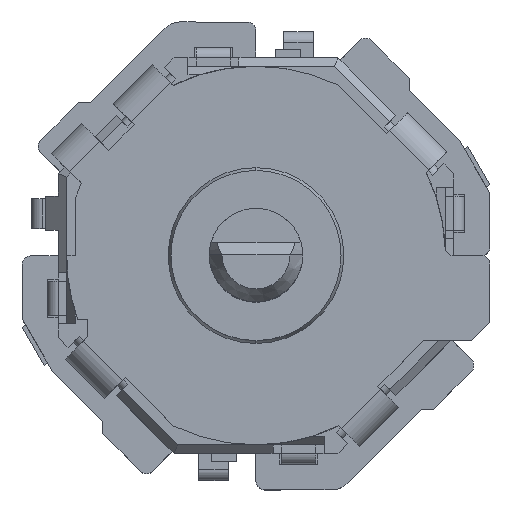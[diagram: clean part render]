
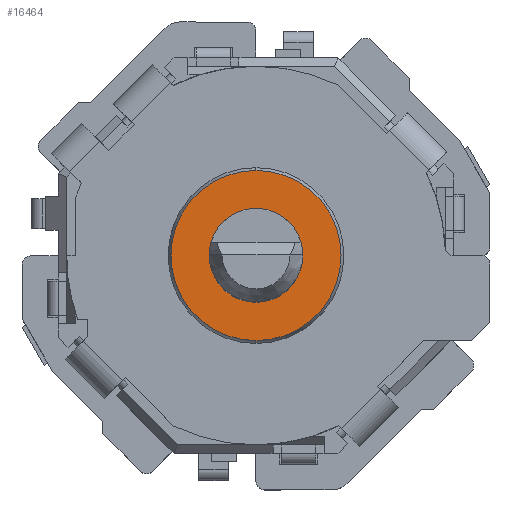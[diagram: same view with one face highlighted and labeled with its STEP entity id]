
A CAD part, top view. The second image highlights one B-rep face of the part: STEP entity #16464.
In plain terms, the highlighted face is planar.
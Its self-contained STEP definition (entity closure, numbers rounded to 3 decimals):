
#1060 = EDGE_CURVE ( 'NONE', #19098, #9943, #8740, .T. ) ;
#2042 = AXIS2_PLACEMENT_3D ( 'NONE', #5381, #18066, #7220 ) ;
#2376 = DIRECTION ( 'NONE',  ( 0., 0., -1. ) ) ;
#2853 = CIRCLE ( 'NONE', #14675, 2. ) ;
#3239 = EDGE_CURVE ( 'NONE', #9943, #19098, #9562, .T. ) ;
#4623 = CARTESIAN_POINT ( 'NONE',  ( 0., 2., -7.3 ) ) ;
#5213 = CARTESIAN_POINT ( 'NONE',  ( -1.1, 0., -7.3 ) ) ;
#5267 = AXIS2_PLACEMENT_3D ( 'NONE', #13187, #2376, #14993 ) ;
#5381 = CARTESIAN_POINT ( 'NONE',  ( 0., 0., -7.3 ) ) ;
#7203 = CARTESIAN_POINT ( 'NONE',  ( 0., 0., -7.3 ) ) ;
#7220 = DIRECTION ( 'NONE',  ( 0., 1., 0. ) ) ;
#7359 = VERTEX_POINT ( 'NONE', #4623 ) ;
#8740 = CIRCLE ( 'NONE', #17922, 1.1 ) ;
#8756 = DIRECTION ( 'NONE',  ( 0., 0., -1. ) ) ;
#9011 = DIRECTION ( 'NONE',  ( 0., -1., 0. ) ) ;
#9562 = CIRCLE ( 'NONE', #10262, 1.1 ) ;
#9943 = VERTEX_POINT ( 'NONE', #15917 ) ;
#10262 = AXIS2_PLACEMENT_3D ( 'NONE', #19635, #8756, #21444 ) ;
#10797 = CARTESIAN_POINT ( 'NONE',  ( 0., 0., -7.3 ) ) ;
#12024 = ORIENTED_EDGE ( 'NONE', *, *, #20095, .F. ) ;
#12275 = CIRCLE ( 'NONE', #2042, 2. ) ;
#12621 = DIRECTION ( 'NONE',  ( 0., 1., 0. ) ) ;
#13105 = PLANE ( 'NONE',  #5267 ) ;
#13187 = CARTESIAN_POINT ( 'NONE',  ( 0., 2., -7.3 ) ) ;
#14675 = AXIS2_PLACEMENT_3D ( 'NONE', #10797, #23486, #12621 ) ;
#14993 = DIRECTION ( 'NONE',  ( 0., -1., 0. ) ) ;
#15277 = EDGE_LOOP ( 'NONE', ( #16967, #12024 ) ) ;
#15917 = CARTESIAN_POINT ( 'NONE',  ( 1.1, 0., -7.3 ) ) ;
#16464 = ADVANCED_FACE ( 'NONE', ( #20595, #20013 ), #13105, .T. ) ;
#16967 = ORIENTED_EDGE ( 'NONE', *, *, #23076, .F. ) ;
#17320 = VERTEX_POINT ( 'NONE', #22983 ) ;
#17922 = AXIS2_PLACEMENT_3D ( 'NONE', #7203, #19880, #9011 ) ;
#18066 = DIRECTION ( 'NONE',  ( 0., 0., 1. ) ) ;
#18624 = ORIENTED_EDGE ( 'NONE', *, *, #3239, .F. ) ;
#19098 = VERTEX_POINT ( 'NONE', #5213 ) ;
#19611 = ORIENTED_EDGE ( 'NONE', *, *, #1060, .F. ) ;
#19635 = CARTESIAN_POINT ( 'NONE',  ( 0., 0., -7.3 ) ) ;
#19880 = DIRECTION ( 'NONE',  ( 0., 0., -1. ) ) ;
#20013 = FACE_BOUND ( 'NONE', #21290, .T. ) ;
#20095 = EDGE_CURVE ( 'NONE', #17320, #7359, #2853, .T. ) ;
#20595 = FACE_OUTER_BOUND ( 'NONE', #15277, .T. ) ;
#21290 = EDGE_LOOP ( 'NONE', ( #18624, #19611 ) ) ;
#21444 = DIRECTION ( 'NONE',  ( 0., -1., 0. ) ) ;
#22983 = CARTESIAN_POINT ( 'NONE',  ( 0., -2., -7.3 ) ) ;
#23076 = EDGE_CURVE ( 'NONE', #7359, #17320, #12275, .T. ) ;
#23486 = DIRECTION ( 'NONE',  ( 0., 0., 1. ) ) ;
